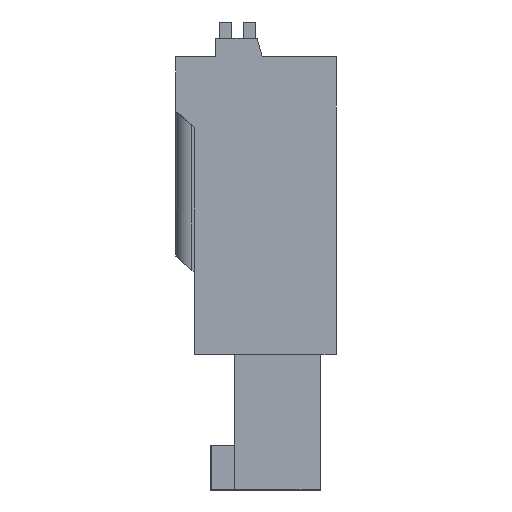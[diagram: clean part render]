
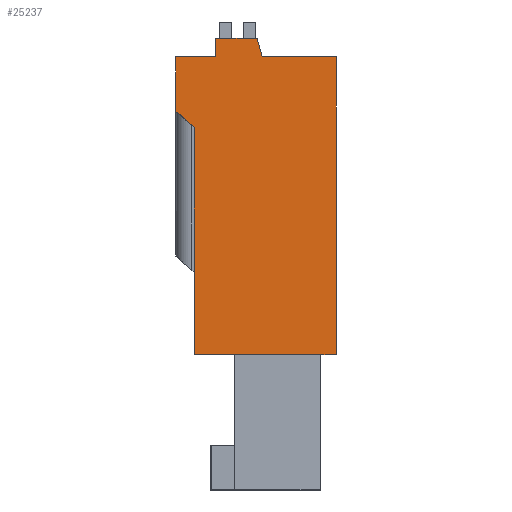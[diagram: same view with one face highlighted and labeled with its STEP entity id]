
A CAD part, left-side view. The second image highlights one B-rep face of the part: STEP entity #25237.
In plain terms, the highlighted planar face has unit normal (-1, 0, 0).
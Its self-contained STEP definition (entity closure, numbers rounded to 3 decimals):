
#550=LINE('',#35360,#3753);
#751=LINE('',#35753,#3954);
#872=LINE('',#35984,#4075);
#891=LINE('',#36020,#4094);
#923=LINE('',#36085,#4126);
#1699=LINE('',#37998,#4902);
#1709=LINE('',#38019,#4912);
#1712=LINE('',#38025,#4915);
#1714=LINE('',#38028,#4917);
#1731=LINE('',#38046,#4934);
#3753=VECTOR('',#28436,1000.);
#3954=VECTOR('',#28651,1000.);
#4075=VECTOR('',#28778,1000.);
#4094=VECTOR('',#28799,1000.);
#4126=VECTOR('',#28835,1000.);
#4902=VECTOR('',#30363,1000.);
#4912=VECTOR('',#30381,1000.);
#4915=VECTOR('',#30386,1000.);
#4917=VECTOR('',#30390,1000.);
#4934=VECTOR('',#30409,1000.);
#8860=ORIENTED_EDGE('',*,*,#15835,.F.);
#8861=ORIENTED_EDGE('',*,*,#14541,.F.);
#8862=ORIENTED_EDGE('',*,*,#15851,.F.);
#8863=ORIENTED_EDGE('',*,*,#15849,.F.);
#8864=ORIENTED_EDGE('',*,*,#15846,.F.);
#8865=ORIENTED_EDGE('',*,*,#15868,.F.);
#8866=ORIENTED_EDGE('',*,*,#14882,.F.);
#8867=ORIENTED_EDGE('',*,*,#14915,.F.);
#8868=ORIENTED_EDGE('',*,*,#14863,.F.);
#8869=ORIENTED_EDGE('',*,*,#14742,.F.);
#14541=EDGE_CURVE('',#18266,#18267,#550,.T.);
#14742=EDGE_CURVE('',#18451,#18452,#751,.T.);
#14863=EDGE_CURVE('',#18452,#18559,#872,.T.);
#14882=EDGE_CURVE('',#18574,#18575,#891,.T.);
#14915=EDGE_CURVE('',#18559,#18574,#923,.T.);
#15835=EDGE_CURVE('',#18267,#18451,#1699,.T.);
#15846=EDGE_CURVE('',#19243,#19241,#1709,.T.);
#15849=EDGE_CURVE('',#19241,#19245,#1712,.T.);
#15851=EDGE_CURVE('',#19245,#18266,#1714,.T.);
#15868=EDGE_CURVE('',#18575,#19243,#1731,.T.);
#18266=VERTEX_POINT('',#35359);
#18267=VERTEX_POINT('',#35361);
#18451=VERTEX_POINT('',#35752);
#18452=VERTEX_POINT('',#35754);
#18559=VERTEX_POINT('',#35985);
#18574=VERTEX_POINT('',#36019);
#18575=VERTEX_POINT('',#36021);
#19241=VERTEX_POINT('',#38014);
#19243=VERTEX_POINT('',#38018);
#19245=VERTEX_POINT('',#38023);
#21425=EDGE_LOOP('',(#8860,#8861,#8862,#8863,#8864,#8865,#8866,#8867,#8868,
#8869));
#22804=FACE_BOUND('',#21425,.T.);
#24127=PLANE('',#26758);
#25237=ADVANCED_FACE('',(#22804),#24127,.F.);
#26758=AXIS2_PLACEMENT_3D('',#38049,#30413,#30414);
#28436=DIRECTION('',(0.,-1.,0.));
#28651=DIRECTION('',(0.,1.,0.));
#28778=DIRECTION('',(0.,0.,1.));
#28799=DIRECTION('',(0.,0.,1.));
#28835=DIRECTION('',(0.,0.747,0.664));
#30363=DIRECTION('',(0.,0.,-1.));
#30381=DIRECTION('',(0.,0.,1.));
#30386=DIRECTION('',(0.,-1.,0.));
#30390=DIRECTION('',(0.,-0.268,-0.964));
#30409=DIRECTION('',(0.,-1.,0.));
#30413=DIRECTION('',(1.,0.,0.));
#30414=DIRECTION('',(0.,0.,-1.));
#35359=CARTESIAN_POINT('',(-15.44,-0.3,7.25));
#35360=CARTESIAN_POINT('',(-15.44,-0.3,7.25));
#35361=CARTESIAN_POINT('',(-15.44,-3.9,7.25));
#35752=CARTESIAN_POINT('',(-15.44,-3.9,-7.25));
#35753=CARTESIAN_POINT('',(-15.44,-3.9,-7.25));
#35754=CARTESIAN_POINT('',(-15.44,3.,-7.25));
#35984=CARTESIAN_POINT('',(-15.44,3.,-7.25));
#35985=CARTESIAN_POINT('',(-15.44,3.,3.8));
#36019=CARTESIAN_POINT('',(-15.44,3.9,4.6));
#36020=CARTESIAN_POINT('',(-15.44,3.9,4.6));
#36021=CARTESIAN_POINT('',(-15.44,3.9,7.25));
#36085=CARTESIAN_POINT('',(-15.44,3.,3.8));
#37998=CARTESIAN_POINT('',(-15.44,-3.9,7.25));
#38014=CARTESIAN_POINT('',(-15.44,1.95,8.15));
#38018=CARTESIAN_POINT('',(-15.44,1.95,7.25));
#38019=CARTESIAN_POINT('',(-15.44,1.95,7.25));
#38023=CARTESIAN_POINT('',(-15.44,-0.05,8.15));
#38025=CARTESIAN_POINT('',(-15.44,1.95,8.15));
#38028=CARTESIAN_POINT('',(-15.44,-0.05,8.15));
#38046=CARTESIAN_POINT('',(-15.44,3.9,7.25));
#38049=CARTESIAN_POINT('',(-15.44,0.,0.));
